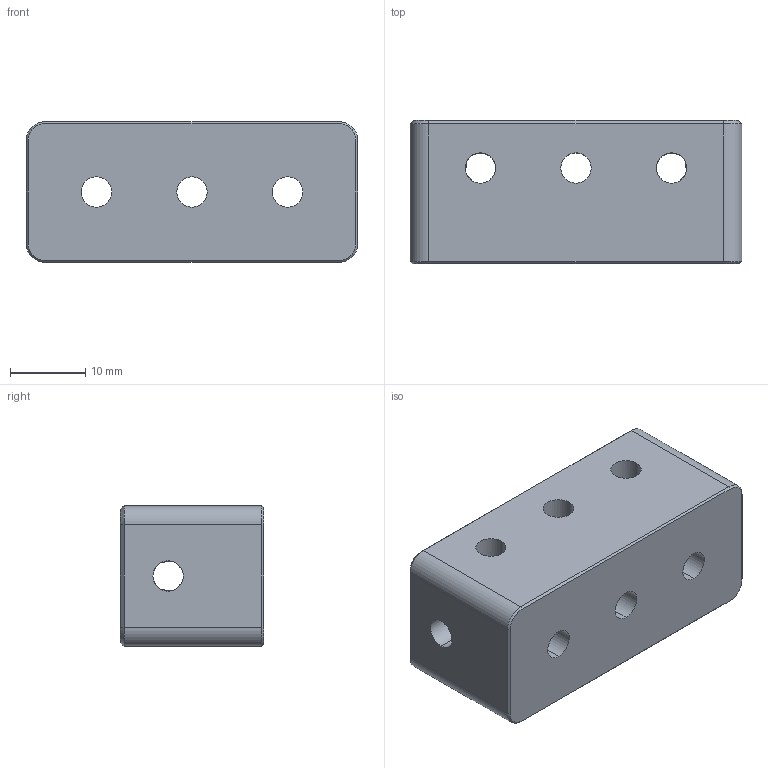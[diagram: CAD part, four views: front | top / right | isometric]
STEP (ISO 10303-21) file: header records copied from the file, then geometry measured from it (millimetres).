
FILE_DESCRIPTION (( 'STEP AP214' ), '1' );
FILE_NAME ('WCP-0374.step', '2021-09-15T07:31:43', ( '' ), ( '' ), 'SwSTEP 2.0', 'SolidWorks 2020', '' );
FILE_SCHEMA (( 'AUTOMOTIVE_DESIGN' ));
Length unit declared in the file: inch
Products named in the file (1): WCP-0374
Bounding box: 44.07 x 19.05 x 18.67 mm (x, y, z)
Volume: 10583.3 mm3; surface area: 5410.5 mm2
Topology: 1 solids, 1 shells, 75 faces, 194 edges, 116 vertices
Faces by surface type: cylinder 34, plane 25, cone 12, bspline 4
Entity records: 3370 total; most frequent: CARTESIAN_POINT 1142, DIRECTION 418, ORIENTED_EDGE 388, EDGE_CURVE 194, AXIS2_PLACEMENT_3D 160, VERTEX_POINT 116, VECTOR 98, LINE 98
